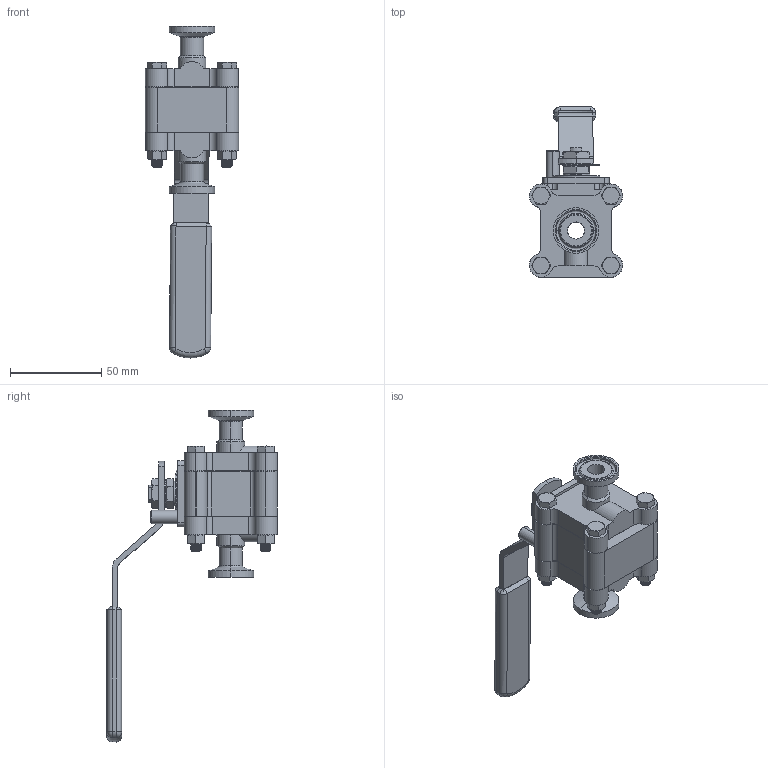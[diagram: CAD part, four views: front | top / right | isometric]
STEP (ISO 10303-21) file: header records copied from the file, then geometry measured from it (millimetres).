
FILE_DESCRIPTION (( 'STEP AP203' ), '1' );
FILE_NAME ('9020-050_TC.STEP', '2017-04-24T17:16:29', ( '' ), ( '' ), 'SwSTEP 2.0', 'SolidWorks 2014', '' );
FILE_SCHEMA (( 'CONFIG_CONTROL_DESIGN' ));
Products named in the file (1): 9020-050_TC
Bounding box: 51.18 x 93.75 x 182.06 mm (x, y, z)
Volume: 112032.4 mm3; surface area: 62931.8 mm2
Topology: 21 solids, 21 shells, 1260 faces, 3297 edges, 2148 vertices
Faces by surface type: plane 500, cylinder 414, bspline 216, cone 104, torus 22, sphere 4
Entity records: 59571 total; most frequent: CARTESIAN_POINT 31099, ORIENTED_EDGE 6588, DIRECTION 4909, EDGE_CURVE 3294, VERTEX_POINT 2147, VECTOR 1659, LINE 1659, AXIS2_PLACEMENT_3D 1625
